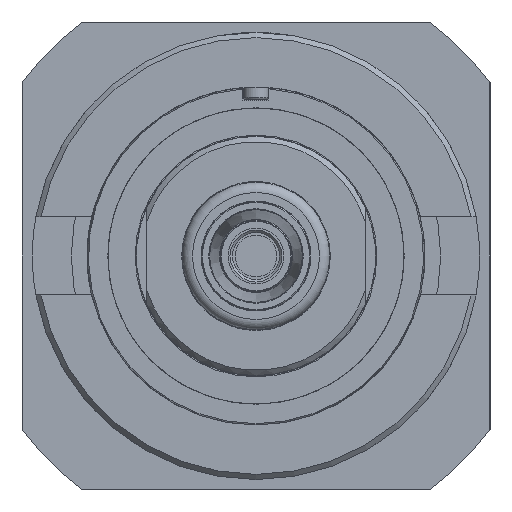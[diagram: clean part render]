
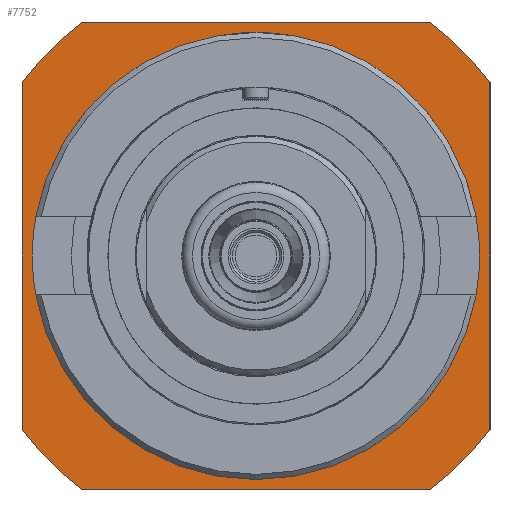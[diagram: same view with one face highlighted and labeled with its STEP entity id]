
A CAD part, left-side view. The second image highlights one B-rep face of the part: STEP entity #7752.
In plain terms, the highlighted planar face has unit normal (-1, 0, 0).
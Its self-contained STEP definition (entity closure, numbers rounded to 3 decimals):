
#339=LINE('',#15364,#664);
#343=LINE('',#15379,#668);
#347=LINE('',#15394,#672);
#351=LINE('',#15439,#676);
#664=VECTOR('',#10749,66.663);
#668=VECTOR('',#10763,66.663);
#672=VECTOR('',#10777,66.663);
#676=VECTOR('',#10831,66.663);
#1162=PLANE('',#8748);
#1549=FACE_BOUND('',#2850,.T.);
#2022=FACE_OUTER_BOUND('',#2849,.T.);
#2849=EDGE_LOOP('',(#6509,#6510,#6511,#6512,#6513,#6514,#6515,#6516));
#2850=EDGE_LOOP('',(#6517));
#3348=CIRCLE('',#8727,56.);
#3349=CIRCLE('',#8729,56.);
#3350=CIRCLE('',#8731,56.);
#3358=CIRCLE('',#8745,40.);
#3360=CIRCLE('',#8749,56.);
#3948=VERTEX_POINT('',#15362);
#3949=VERTEX_POINT('',#15363);
#3954=VERTEX_POINT('',#15377);
#3955=VERTEX_POINT('',#15378);
#3960=VERTEX_POINT('',#15392);
#3961=VERTEX_POINT('',#15393);
#3976=VERTEX_POINT('',#15437);
#3977=VERTEX_POINT('',#15438);
#3988=VERTEX_POINT('',#15478);
#4802=EDGE_CURVE('',#3948,#3949,#339,.T.);
#4808=EDGE_CURVE('',#3954,#3955,#343,.T.);
#4814=EDGE_CURVE('',#3960,#3961,#347,.T.);
#4830=EDGE_CURVE('',#3976,#3977,#351,.T.);
#4839=EDGE_CURVE('',#3960,#3955,#3348,.T.);
#4840=EDGE_CURVE('',#3976,#3961,#3349,.T.);
#4841=EDGE_CURVE('',#3948,#3977,#3350,.T.);
#4849=EDGE_CURVE('',#3988,#3988,#3358,.T.);
#4851=EDGE_CURVE('',#3954,#3949,#3360,.T.);
#6509=ORIENTED_EDGE('',*,*,#4802,.T.);
#6510=ORIENTED_EDGE('',*,*,#4851,.F.);
#6511=ORIENTED_EDGE('',*,*,#4808,.T.);
#6512=ORIENTED_EDGE('',*,*,#4839,.F.);
#6513=ORIENTED_EDGE('',*,*,#4814,.T.);
#6514=ORIENTED_EDGE('',*,*,#4840,.F.);
#6515=ORIENTED_EDGE('',*,*,#4830,.T.);
#6516=ORIENTED_EDGE('',*,*,#4841,.F.);
#6517=ORIENTED_EDGE('',*,*,#4849,.F.);
#7752=ADVANCED_FACE('',(#2022,#1549),#1162,.T.);
#8727=AXIS2_PLACEMENT_3D('',#15453,#10849,#10850);
#8729=AXIS2_PLACEMENT_3D('',#15455,#10853,#10854);
#8731=AXIS2_PLACEMENT_3D('',#15457,#10857,#10858);
#8745=AXIS2_PLACEMENT_3D('',#15479,#10885,#10886);
#8748=AXIS2_PLACEMENT_3D('',#15483,#10891,#10892);
#8749=AXIS2_PLACEMENT_3D('',#15484,#10893,#10894);
#10749=DIRECTION('',(0.,0.,1.));
#10763=DIRECTION('',(0.,1.,0.));
#10777=DIRECTION('',(0.,0.,-1.));
#10831=DIRECTION('',(0.,-1.,0.));
#10849=DIRECTION('center_axis',(1.,0.,0.));
#10850=DIRECTION('ref_axis',(0.,0.,
1.));
#10853=DIRECTION('center_axis',(1.,0.,0.));
#10854=DIRECTION('ref_axis',(0.,0.,
1.));
#10857=DIRECTION('center_axis',(1.,0.,0.));
#10858=DIRECTION('ref_axis',(0.,0.,
1.));
#10885=DIRECTION('center_axis',(-1.,0.,0.));
#10886=DIRECTION('ref_axis',(0.,0.,
1.));
#10891=DIRECTION('center_axis',(-1.,0.,0.));
#10892=DIRECTION('ref_axis',(0.,-1.,0.));
#10893=DIRECTION('center_axis',(1.,0.,0.));
#10894=DIRECTION('ref_axis',(0.,0.,
1.));
#15362=CARTESIAN_POINT('',(112.,-45.,-33.332));
#15363=CARTESIAN_POINT('',(112.,-45.,33.332));
#15364=CARTESIAN_POINT('',(112.,-45.,36.5));
#15377=CARTESIAN_POINT('',(112.,-33.332,45.));
#15378=CARTESIAN_POINT('',(112.,33.332,45.));
#15379=CARTESIAN_POINT('',(112.,22.5,45.));
#15392=CARTESIAN_POINT('',(112.,45.,33.332));
#15393=CARTESIAN_POINT('',(112.,45.,-33.332));
#15394=CARTESIAN_POINT('',(112.,45.,-8.5));
#15437=CARTESIAN_POINT('',(112.,33.332,-45.));
#15438=CARTESIAN_POINT('',(112.,-33.332,-45.));
#15439=CARTESIAN_POINT('',(112.,-22.5,-45.));
#15453=CARTESIAN_POINT('Origin',(112.,0.,0.));
#15455=CARTESIAN_POINT('Origin',(112.,0.,0.));
#15457=CARTESIAN_POINT('Origin',(112.,0.,0.));
#15478=CARTESIAN_POINT('',(112.,0.,-40.));
#15479=CARTESIAN_POINT('Origin',(112.,0.,0.));
#15483=CARTESIAN_POINT('Origin',(112.,0.,28.));
#15484=CARTESIAN_POINT('Origin',(112.,0.,0.));
